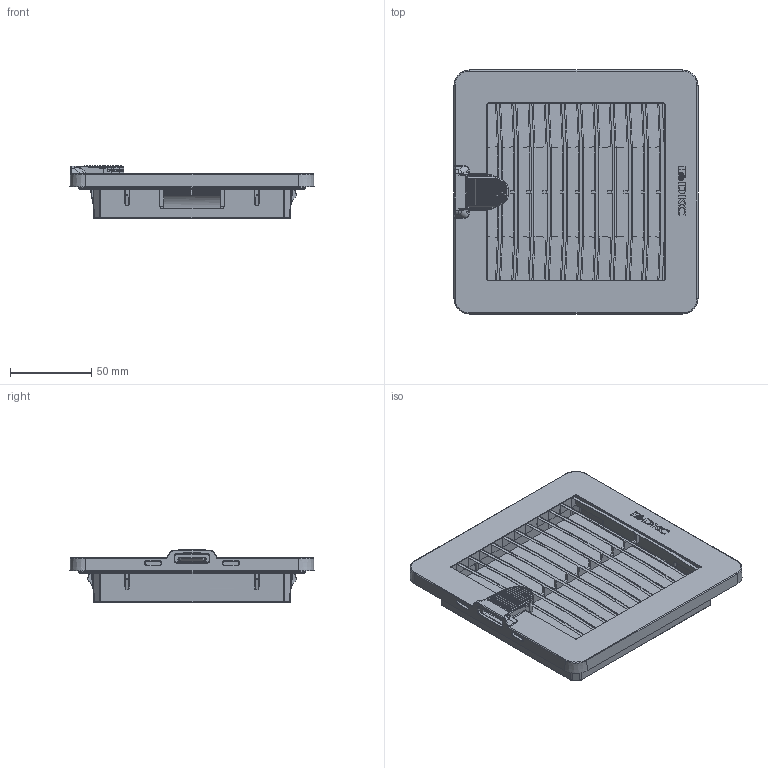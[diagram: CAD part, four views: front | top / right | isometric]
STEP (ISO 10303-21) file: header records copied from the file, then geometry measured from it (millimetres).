
FILE_DESCRIPTION (( 'STEP AP203' ), '1' );
FILE_NAME ('ﾒﾏﾀ.08.0018.00.00.0ﾑﾁ.STEP', '2018-05-16T14:54:26', ( '' ), ( '' ), 'SwSTEP 2.0', 'SolidWorks 2017', '' );
FILE_SCHEMA (( 'CONFIG_CONTROL_DESIGN' ));
Length unit declared in the file: millimetre
Products named in the file (8): ﾒﾏﾀ.08.0015.01.01.0; ﾒﾏﾀ.08.0015.01.03.0; ﾒﾏﾀ.08.0018.00.00.0ﾑﾁ; RKF12 - BASE REV.16; RKF12 - GASKET REV.16_æ¥« ï; ﾒﾏﾀ.08.0017.02.00.0; ﾒﾏﾀ.08.0017.01.02.0; R5KF12 - FELTRO REV.12
Assembly tree (7 placements, depth 3):
  ﾒﾏﾀ.08.0018.00.00.0ﾑﾁ
    ﾒﾏﾀ.08.0017.02.00.0
      RKF12 - BASE REV.16
      RKF12 - GASKET REV.16_æ¥« ï
    ﾒﾏﾀ.08.0017.01.02.0
    R5KF12 - FELTRO REV.12
    ﾒﾏﾀ.08.0015.01.01.0
    ﾒﾏﾀ.08.0015.01.03.0
Bounding box: 150.4 x 150.4 x 32.48 mm (x, y, z)
Volume: 247363.6 mm3; surface area: 182186.2 mm2
Topology: 9 solids, 9 shells, 3653 faces, 9603 edges, 5951 vertices
Faces by surface type: plane 1386, cylinder 1261, bspline 553, torus 229, cone 224
Entity records: 169097 total; most frequent: CARTESIAN_POINT 90680, ORIENTED_EDGE 19144, DIRECTION 11258, EDGE_CURVE 9572, VERTEX_POINT 5951, B_SPLINE_CURVE_WITH_KNOTS 5050, EDGE_LOOP 3915, AXIS2_PLACEMENT_3D 3865
